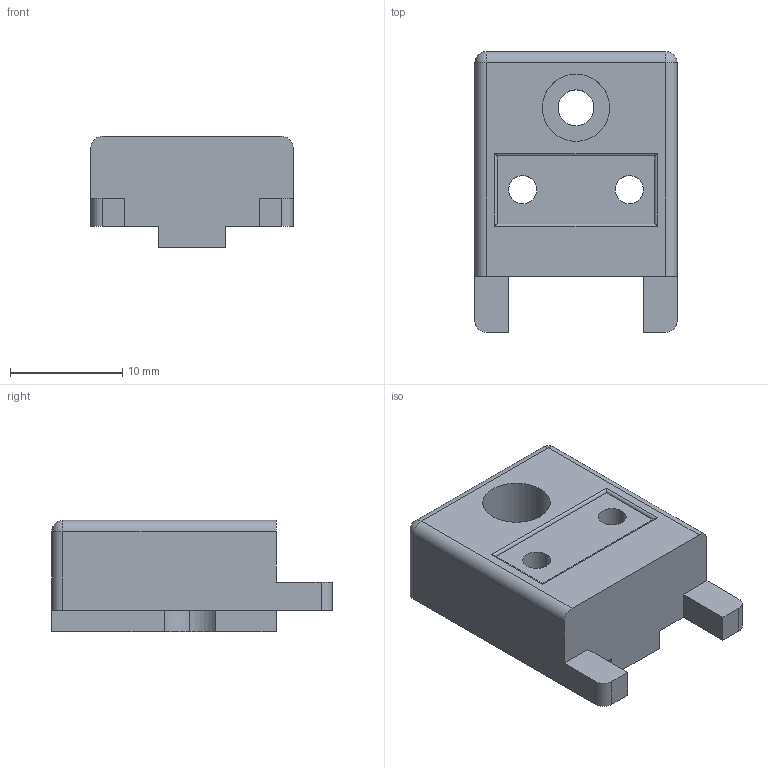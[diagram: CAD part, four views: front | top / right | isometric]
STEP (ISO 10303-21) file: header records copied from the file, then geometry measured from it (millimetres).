
FILE_DESCRIPTION (( 'STEP AP203' ), '1' );
FILE_NAME ('stop.step', '2016-02-29T21:25:36', ( '' ), ( '' ), 'SwSTEP 2.0', 'SolidWorks 2015', '' );
FILE_SCHEMA (( 'CONFIG_CONTROL_DESIGN' ));
Length unit declared in the file: millimetre
Products named in the file (1): stop
Bounding box: 18 x 25 x 9.9 mm (x, y, z)
Volume: 2591.7 mm3; surface area: 1873.9 mm2
Topology: 1 solids, 1 shells, 47 faces, 125 edges, 80 vertices
Faces by surface type: cylinder 23, plane 22, sphere 2
Entity records: 1540 total; most frequent: CARTESIAN_POINT 263, DIRECTION 257, ORIENTED_EDGE 246, EDGE_CURVE 123, AXIS2_PLACEMENT_3D 90, VERTEX_POINT 80, VECTOR 77, LINE 77
